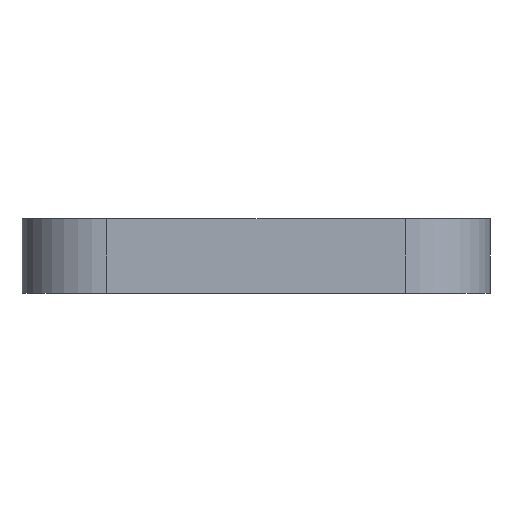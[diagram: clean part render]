
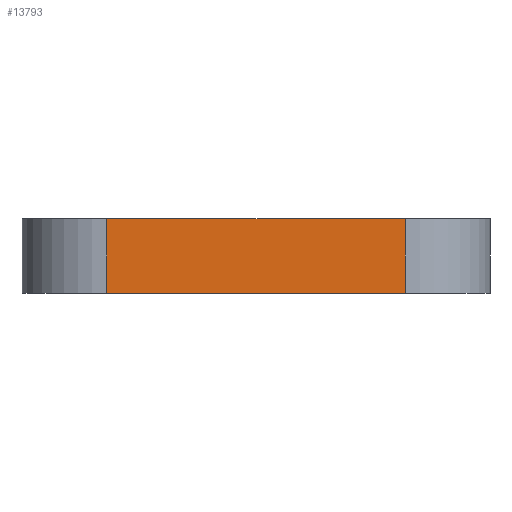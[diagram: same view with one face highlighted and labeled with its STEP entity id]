
A CAD part, left-side view. The second image highlights one B-rep face of the part: STEP entity #13793.
In plain terms, the highlighted planar face has unit normal (-1, 0, 0).
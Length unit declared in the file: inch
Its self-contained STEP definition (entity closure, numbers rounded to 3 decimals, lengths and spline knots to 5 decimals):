
#29 = EDGE_CURVE ( 'NONE', #12919, #12893, #1894, .T. ) ;
#30 = EDGE_CURVE ( 'NONE', #12893, #12891, #1896, .T. ) ;
#31 = EDGE_CURVE ( 'NONE', #12890, #12919, #1897, .T. ) ;
#265 = ORIENTED_EDGE ( 'NONE', *, *, #29, .T. ) ;
#266 = ORIENTED_EDGE ( 'NONE', *, *, #30, .T. ) ;
#267 = ORIENTED_EDGE ( 'NONE', *, *, #13705, .F. ) ;
#268 = ORIENTED_EDGE ( 'NONE', *, *, #31, .T. ) ;
#1894 = LINE ( 'NONE', #13235, #1895 ) ;
#1895 = VECTOR ( 'NONE', #13237, 39.37008 ) ;
#1896 = LINE ( 'NONE', #13216, #1898 ) ;
#1897 = LINE ( 'NONE', #13239, #1900 ) ;
#1898 = VECTOR ( 'NONE', #13238, 39.37008 ) ;
#1900 = VECTOR ( 'NONE', #13240, 39.37008 ) ;
#2141 = AXIS2_PLACEMENT_3D ( 'NONE', #8049, #8055, #8056 ) ;
#6445 = LINE ( 'NONE', #7549, #6447 ) ;
#6447 = VECTOR ( 'NONE', #7550, 39.37008 ) ;
#6593 = FACE_OUTER_BOUND ( 'NONE', #13578, .T. ) ;
#7129 = CARTESIAN_POINT ( 'NONE',  ( -0.69, 0.44, 0.219 ) ) ;
#7130 = CARTESIAN_POINT ( 'NONE',  ( -0.69, -0.44, 0.219 ) ) ;
#7132 = CARTESIAN_POINT ( 'NONE',  ( -0.69, -0.44, 0. ) ) ;
#7158 = CARTESIAN_POINT ( 'NONE',  ( -0.69, 0.44, 0. ) ) ;
#7549 = CARTESIAN_POINT ( 'NONE',  ( -0.69, 0.69, 0.219 ) ) ;
#7550 = DIRECTION ( 'NONE',  ( 0., -1., 0. ) ) ;
#8049 = CARTESIAN_POINT ( 'NONE',  ( -0.69, 0.69, 0.219 ) ) ;
#8053 = PLANE ( 'NONE',  #2141 ) ;
#8055 = DIRECTION ( 'NONE',  ( 1., 0., 0. ) ) ;
#8056 = DIRECTION ( 'NONE',  ( 0., 1., 0. ) ) ;
#12890 = VERTEX_POINT ( 'NONE', #7129 ) ;
#12891 = VERTEX_POINT ( 'NONE', #7130 ) ;
#12893 = VERTEX_POINT ( 'NONE', #7132 ) ;
#12919 = VERTEX_POINT ( 'NONE', #7158 ) ;
#13216 = CARTESIAN_POINT ( 'NONE',  ( -0.69, -0.44, 0.219 ) ) ;
#13235 = CARTESIAN_POINT ( 'NONE',  ( -0.69, 0.69, 0. ) ) ;
#13237 = DIRECTION ( 'NONE',  ( 0., -1., 0. ) ) ;
#13238 = DIRECTION ( 'NONE',  ( 0., 0., 1. ) ) ;
#13239 = CARTESIAN_POINT ( 'NONE',  ( -0.69, 0.44, 0.219 ) ) ;
#13240 = DIRECTION ( 'NONE',  ( 0., 0., -1. ) ) ;
#13578 = EDGE_LOOP ( 'NONE', ( #265, #266, #267, #268 ) ) ;
#13705 = EDGE_CURVE ( 'NONE', #12890, #12891, #6445, .T. ) ;
#13793 = ADVANCED_FACE ( 'NONE', ( #6593 ), #8053, .F. ) ;
